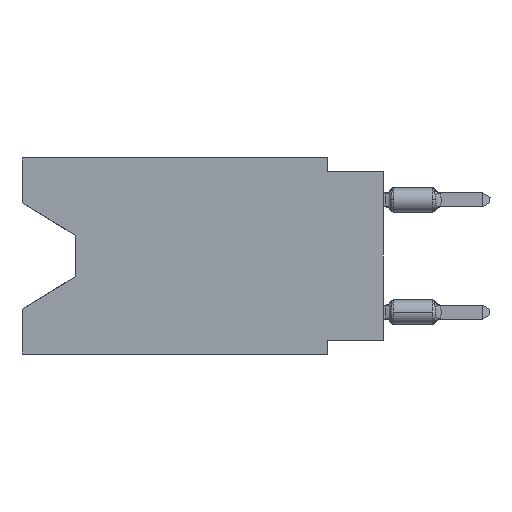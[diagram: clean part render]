
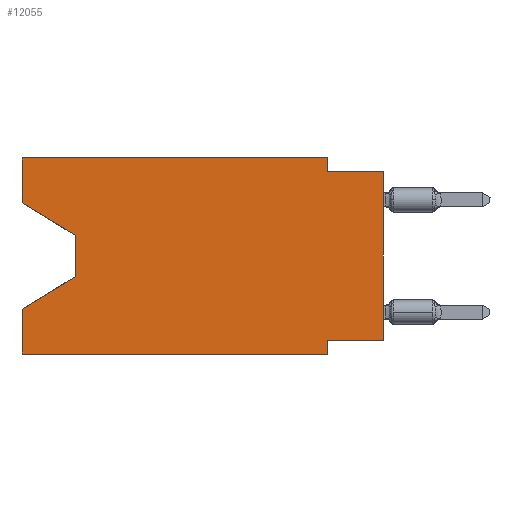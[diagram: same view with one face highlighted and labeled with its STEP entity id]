
A CAD part, left-side view. The second image highlights one B-rep face of the part: STEP entity #12055.
In plain terms, the highlighted planar face has unit normal (-1, 0, 0).
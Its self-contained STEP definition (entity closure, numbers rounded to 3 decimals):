
#205 = DIRECTION ( 'NONE',  ( 0., 1., 0. ) ) ;
#214 = LINE ( 'NONE', #5886, #22447 ) ;
#249 = EDGE_CURVE ( 'NONE', #22735, #25186, #24735, .T. ) ;
#509 = LINE ( 'NONE', #10837, #12912 ) ;
#894 = VECTOR ( 'NONE', #17782, 1000. ) ;
#1582 = CARTESIAN_POINT ( 'NONE',  ( 0., 16.383, -2.038 ) ) ;
#1682 = ORIENTED_EDGE ( 'NONE', *, *, #249, .F. ) ;
#1947 = ORIENTED_EDGE ( 'NONE', *, *, #34787, .F. ) ;
#2127 = LINE ( 'NONE', #15306, #894 ) ;
#2597 = CARTESIAN_POINT ( 'NONE',  ( 0., 2.54, -8.89 ) ) ;
#2625 = ORIENTED_EDGE ( 'NONE', *, *, #25283, .T. ) ;
#3119 = CARTESIAN_POINT ( 'NONE',  ( 0., 2.54, 0. ) ) ;
#3272 = DIRECTION ( 'NONE',  ( 0., 0., 1. ) ) ;
#3692 = CARTESIAN_POINT ( 'NONE',  ( 0., 16.383, -6.852 ) ) ;
#3806 = DIRECTION ( 'NONE',  ( 0., 0., -1. ) ) ;
#4149 = ORIENTED_EDGE ( 'NONE', *, *, #34895, .F. ) ;
#5400 = CARTESIAN_POINT ( 'NONE',  ( 0., 16.383, 0. ) ) ;
#5550 = CARTESIAN_POINT ( 'NONE',  ( 0., 16.383, -2.038 ) ) ;
#5734 = VERTEX_POINT ( 'NONE', #29725 ) ;
#5886 = CARTESIAN_POINT ( 'NONE',  ( 0., 0., 0. ) ) ;
#5947 = LINE ( 'NONE', #3119, #20482 ) ;
#6048 = AXIS2_PLACEMENT_3D ( 'NONE', #9348, #22351, #17540 ) ;
#6646 = EDGE_CURVE ( 'NONE', #28428, #34801, #19888, .T. ) ;
#6686 = PLANE ( 'NONE',  #6048 ) ;
#6696 = CARTESIAN_POINT ( 'NONE',  ( 0., 16.383, 0. ) ) ;
#7547 = DIRECTION ( 'NONE',  ( 0., 0.855, -0.519 ) ) ;
#7966 = CARTESIAN_POINT ( 'NONE',  ( 0., 16.383, -8.89 ) ) ;
#8078 = VERTEX_POINT ( 'NONE', #3692 ) ;
#8653 = EDGE_CURVE ( 'NONE', #31989, #28428, #32787, .T. ) ;
#8666 = FACE_OUTER_BOUND ( 'NONE', #29383, .T. ) ;
#9348 = CARTESIAN_POINT ( 'NONE',  ( 0., 16.383, 0. ) ) ;
#9446 = VECTOR ( 'NONE', #17175, 1000. ) ;
#10593 = VERTEX_POINT ( 'NONE', #28777 ) ;
#10837 = CARTESIAN_POINT ( 'NONE',  ( 0., 16.383, 0. ) ) ;
#11312 = VECTOR ( 'NONE', #3272, 1000. ) ;
#11940 = ORIENTED_EDGE ( 'NONE', *, *, #32197, .F. ) ;
#12055 = ADVANCED_FACE ( 'NONE', ( #8666 ), #6686, .F. ) ;
#12882 = CARTESIAN_POINT ( 'NONE',  ( 0., 13.97, -5.385 ) ) ;
#12912 = VECTOR ( 'NONE', #19180, 1000. ) ;
#15141 = CARTESIAN_POINT ( 'NONE',  ( 0., 16.383, -8.89 ) ) ;
#15306 = CARTESIAN_POINT ( 'NONE',  ( 0., 2.54, -8.89 ) ) ;
#15459 = EDGE_CURVE ( 'NONE', #19830, #20782, #26638, .T. ) ;
#15599 = DIRECTION ( 'NONE',  ( 0., -1., 0. ) ) ;
#15757 = ORIENTED_EDGE ( 'NONE', *, *, #30905, .T. ) ;
#16650 = VECTOR ( 'NONE', #205, 1000. ) ;
#16736 = DIRECTION ( 'NONE',  ( 0., 0., 1. ) ) ;
#17175 = DIRECTION ( 'NONE',  ( 0., -1., 0. ) ) ;
#17540 = DIRECTION ( 'NONE',  ( 0., 0., -1. ) ) ;
#17782 = DIRECTION ( 'NONE',  ( 0., 0., -1. ) ) ;
#18037 = VECTOR ( 'NONE', #15599, 1000. ) ;
#18238 = VERTEX_POINT ( 'NONE', #32593 ) ;
#18536 = CARTESIAN_POINT ( 'NONE',  ( 0., 2.54, -8.255 ) ) ;
#18667 = VECTOR ( 'NONE', #24066, 1000. ) ;
#18963 = CARTESIAN_POINT ( 'NONE',  ( 0., 13.97, -3.505 ) ) ;
#19180 = DIRECTION ( 'NONE',  ( 0., 0., 1. ) ) ;
#19830 = VERTEX_POINT ( 'NONE', #15141 ) ;
#19888 = LINE ( 'NONE', #6696, #24831 ) ;
#20482 = VECTOR ( 'NONE', #3806, 1000. ) ;
#20619 = VERTEX_POINT ( 'NONE', #33899 ) ;
#20782 = VERTEX_POINT ( 'NONE', #2597 ) ;
#20947 = VECTOR ( 'NONE', #7547, 1000. ) ;
#21066 = ORIENTED_EDGE ( 'NONE', *, *, #24587, .T. ) ;
#21207 = ORIENTED_EDGE ( 'NONE', *, *, #6646, .F. ) ;
#21877 = CARTESIAN_POINT ( 'NONE',  ( 0., 16.383, 0. ) ) ;
#22351 = DIRECTION ( 'NONE',  ( 1., 0., 0. ) ) ;
#22447 = VECTOR ( 'NONE', #16736, 1000. ) ;
#22735 = VERTEX_POINT ( 'NONE', #30034 ) ;
#23550 = LINE ( 'NONE', #12882, #20947 ) ;
#24014 = ORIENTED_EDGE ( 'NONE', *, *, #15459, .T. ) ;
#24066 = DIRECTION ( 'NONE',  ( 0., -0.855, -0.519 ) ) ;
#24587 = EDGE_CURVE ( 'NONE', #10593, #8078, #23550, .T. ) ;
#24735 = LINE ( 'NONE', #27055, #16650 ) ;
#24831 = VECTOR ( 'NONE', #31054, 1000. ) ;
#25186 = VERTEX_POINT ( 'NONE', #18536 ) ;
#25283 = EDGE_CURVE ( 'NONE', #22735, #5734, #214, .T. ) ;
#26218 = ORIENTED_EDGE ( 'NONE', *, *, #26832, .T. ) ;
#26638 = LINE ( 'NONE', #7966, #18037 ) ;
#26791 = DIRECTION ( 'NONE',  ( 0., 0., -1. ) ) ;
#26832 = EDGE_CURVE ( 'NONE', #31989, #18238, #32231, .T. ) ;
#27055 = CARTESIAN_POINT ( 'NONE',  ( 0., 0., -8.255 ) ) ;
#28428 = VERTEX_POINT ( 'NONE', #21877 ) ;
#28777 = CARTESIAN_POINT ( 'NONE',  ( 0., 13.97, -5.385 ) ) ;
#29383 = EDGE_LOOP ( 'NONE', ( #26218, #15757, #21066, #11940, #24014, #1947, #1682, #2625, #4149, #30065, #21207, #32447 ) ) ;
#29532 = LINE ( 'NONE', #29863, #9446 ) ;
#29725 = CARTESIAN_POINT ( 'NONE',  ( 0., 0., -0.635 ) ) ;
#29863 = CARTESIAN_POINT ( 'NONE',  ( 0., 0., -0.635 ) ) ;
#30034 = CARTESIAN_POINT ( 'NONE',  ( 0., 0., -8.255 ) ) ;
#30065 = ORIENTED_EDGE ( 'NONE', *, *, #31095, .F. ) ;
#30905 = EDGE_CURVE ( 'NONE', #18238, #10593, #34802, .T. ) ;
#31054 = DIRECTION ( 'NONE',  ( 0., -1., 0. ) ) ;
#31095 = EDGE_CURVE ( 'NONE', #34801, #20619, #5947, .T. ) ;
#31989 = VERTEX_POINT ( 'NONE', #1582 ) ;
#32197 = EDGE_CURVE ( 'NONE', #19830, #8078, #509, .T. ) ;
#32231 = LINE ( 'NONE', #5550, #18667 ) ;
#32447 = ORIENTED_EDGE ( 'NONE', *, *, #8653, .F. ) ;
#32593 = CARTESIAN_POINT ( 'NONE',  ( 0., 13.97, -3.505 ) ) ;
#32787 = LINE ( 'NONE', #5400, #11312 ) ;
#33899 = CARTESIAN_POINT ( 'NONE',  ( 0., 2.54, -0.635 ) ) ;
#33973 = CARTESIAN_POINT ( 'NONE',  ( 0., 2.54, 0. ) ) ;
#34695 = VECTOR ( 'NONE', #26791, 1000. ) ;
#34787 = EDGE_CURVE ( 'NONE', #25186, #20782, #2127, .T. ) ;
#34801 = VERTEX_POINT ( 'NONE', #33973 ) ;
#34802 = LINE ( 'NONE', #18963, #34695 ) ;
#34895 = EDGE_CURVE ( 'NONE', #20619, #5734, #29532, .T. ) ;
